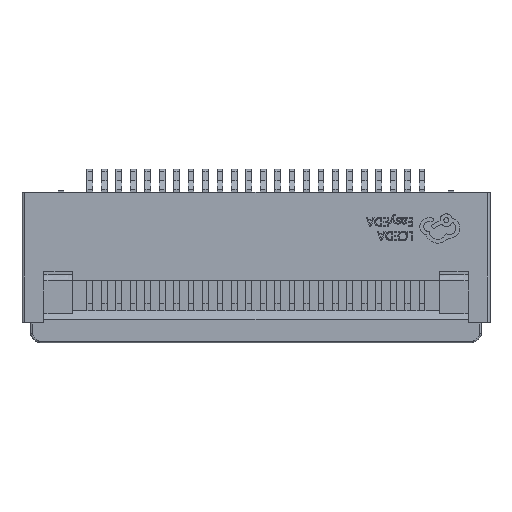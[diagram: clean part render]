
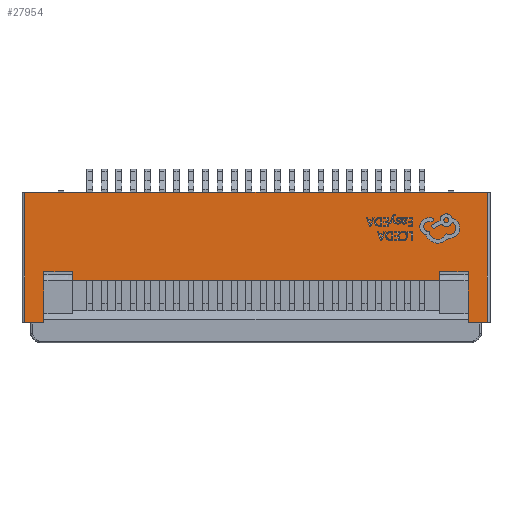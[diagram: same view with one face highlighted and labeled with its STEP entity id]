
A CAD part, top view. The second image highlights one B-rep face of the part: STEP entity #27954.
In plain terms, the highlighted planar face has unit normal (0, 0, 1).
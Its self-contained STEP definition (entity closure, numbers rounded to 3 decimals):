
#26464 = EDGE_CURVE('',#26465,#26467,#26469,.T.);
#26465 = VERTEX_POINT('',#26466);
#26466 = CARTESIAN_POINT('',(7.949,0.655,
    2.01));
#26467 = VERTEX_POINT('',#26468);
#26468 = CARTESIAN_POINT('',(-8.051,0.655,2.01
    ));
#26469 = LINE('',#26470,#26471);
#26470 = CARTESIAN_POINT('',(-8.151,0.655,
    2.01));
#26471 = VECTOR('',#26472,1.);
#26472 = DIRECTION('',(-1.,-0.,-0.));
#27256 = VERTEX_POINT('',#27257);
#27257 = CARTESIAN_POINT('',(7.949,-3.845,
    2.01));
#27264 = EDGE_CURVE('',#27265,#27256,#27267,.T.);
#27265 = VERTEX_POINT('',#27266);
#27266 = CARTESIAN_POINT('',(7.299,-3.845,
    2.01));
#27267 = LINE('',#27268,#27269);
#27268 = CARTESIAN_POINT('',(-8.151,-3.845,
    2.01));
#27269 = VECTOR('',#27270,1.);
#27270 = DIRECTION('',(1.,0.,0.));
#27841 = VERTEX_POINT('',#27842);
#27842 = CARTESIAN_POINT('',(-7.401,-3.845,
    2.01));
#27848 = EDGE_CURVE('',#27849,#27841,#27851,.T.);
#27849 = VERTEX_POINT('',#27850);
#27850 = CARTESIAN_POINT('',(-8.051,-3.845,
    2.01));
#27851 = LINE('',#27852,#27853);
#27852 = CARTESIAN_POINT('',(-8.151,-3.845,
    2.01));
#27853 = VECTOR('',#27854,1.);
#27854 = DIRECTION('',(1.,0.,0.));
#27954 = ADVANCED_FACE('',(#27955),#28026,.T.);
#27955 = FACE_BOUND('',#27956,.T.);
#27956 = EDGE_LOOP('',(#27957,#27958,#27964,#27965,#27971,#27972,#27980,
    #27988,#27996,#28004,#28012,#28020));
#27957 = ORIENTED_EDGE('',*,*,#27264,.T.);
#27958 = ORIENTED_EDGE('',*,*,#27959,.T.);
#27959 = EDGE_CURVE('',#27256,#26465,#27960,.T.);
#27960 = LINE('',#27961,#27962);
#27961 = CARTESIAN_POINT('',(7.949,0.655,
    2.01));
#27962 = VECTOR('',#27963,1.);
#27963 = DIRECTION('',(0.,1.,0.));
#27964 = ORIENTED_EDGE('',*,*,#26464,.T.);
#27965 = ORIENTED_EDGE('',*,*,#27966,.T.);
#27966 = EDGE_CURVE('',#26467,#27849,#27967,.T.);
#27967 = LINE('',#27968,#27969);
#27968 = CARTESIAN_POINT('',(-8.051,-3.845,
    2.01));
#27969 = VECTOR('',#27970,1.);
#27970 = DIRECTION('',(0.,-1.,0.));
#27971 = ORIENTED_EDGE('',*,*,#27848,.T.);
#27972 = ORIENTED_EDGE('',*,*,#27973,.F.);
#27973 = EDGE_CURVE('',#27974,#27841,#27976,.T.);
#27974 = VERTEX_POINT('',#27975);
#27975 = CARTESIAN_POINT('',(-7.401,-2.095,
    2.01));
#27976 = LINE('',#27977,#27978);
#27977 = CARTESIAN_POINT('',(-7.401,-3.845,
    2.01));
#27978 = VECTOR('',#27979,1.);
#27979 = DIRECTION('',(-0.,-1.,-0.));
#27980 = ORIENTED_EDGE('',*,*,#27981,.F.);
#27981 = EDGE_CURVE('',#27982,#27974,#27984,.T.);
#27982 = VERTEX_POINT('',#27983);
#27983 = CARTESIAN_POINT('',(-6.401,-2.095,
    2.01));
#27984 = LINE('',#27985,#27986);
#27985 = CARTESIAN_POINT('',(-7.401,-2.095,
    2.01));
#27986 = VECTOR('',#27987,1.);
#27987 = DIRECTION('',(-1.,-0.,-0.));
#27988 = ORIENTED_EDGE('',*,*,#27989,.F.);
#27989 = EDGE_CURVE('',#27990,#27982,#27992,.T.);
#27990 = VERTEX_POINT('',#27991);
#27991 = CARTESIAN_POINT('',(-6.401,-2.395,
    2.01));
#27992 = LINE('',#27993,#27994);
#27993 = CARTESIAN_POINT('',(-6.401,-2.095,
    2.01));
#27994 = VECTOR('',#27995,1.);
#27995 = DIRECTION('',(0.,1.,0.));
#27996 = ORIENTED_EDGE('',*,*,#27997,.F.);
#27997 = EDGE_CURVE('',#27998,#27990,#28000,.T.);
#27998 = VERTEX_POINT('',#27999);
#27999 = CARTESIAN_POINT('',(6.299,-2.395,
    2.01));
#28000 = LINE('',#28001,#28002);
#28001 = CARTESIAN_POINT('',(-6.401,-2.395,
    2.01));
#28002 = VECTOR('',#28003,1.);
#28003 = DIRECTION('',(-1.,-0.,-0.));
#28004 = ORIENTED_EDGE('',*,*,#28005,.F.);
#28005 = EDGE_CURVE('',#28006,#27998,#28008,.T.);
#28006 = VERTEX_POINT('',#28007);
#28007 = CARTESIAN_POINT('',(6.299,-2.095,
    2.01));
#28008 = LINE('',#28009,#28010);
#28009 = CARTESIAN_POINT('',(6.299,-2.395,
    2.01));
#28010 = VECTOR('',#28011,1.);
#28011 = DIRECTION('',(-0.,-1.,-0.));
#28012 = ORIENTED_EDGE('',*,*,#28013,.F.);
#28013 = EDGE_CURVE('',#28014,#28006,#28016,.T.);
#28014 = VERTEX_POINT('',#28015);
#28015 = CARTESIAN_POINT('',(7.299,-2.095,
    2.01));
#28016 = LINE('',#28017,#28018);
#28017 = CARTESIAN_POINT('',(6.299,-2.095,
    2.01));
#28018 = VECTOR('',#28019,1.);
#28019 = DIRECTION('',(-1.,-0.,-0.));
#28020 = ORIENTED_EDGE('',*,*,#28021,.F.);
#28021 = EDGE_CURVE('',#27265,#28014,#28022,.T.);
#28022 = LINE('',#28023,#28024);
#28023 = CARTESIAN_POINT('',(7.299,-2.095,
    2.01));
#28024 = VECTOR('',#28025,1.);
#28025 = DIRECTION('',(0.,1.,0.));
#28026 = PLANE('',#28027);
#28027 = AXIS2_PLACEMENT_3D('',#28028,#28029,#28030);
#28028 = CARTESIAN_POINT('',(-0.051,-1.395,
    2.01));
#28029 = DIRECTION('',(0.,0.,1.));
#28030 = DIRECTION('',(1.,0.,-0.));
